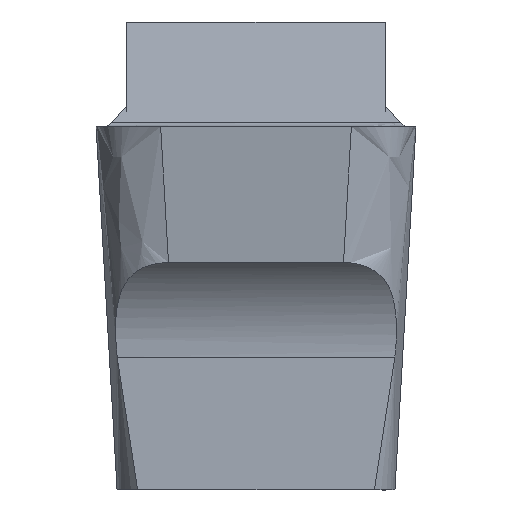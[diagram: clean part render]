
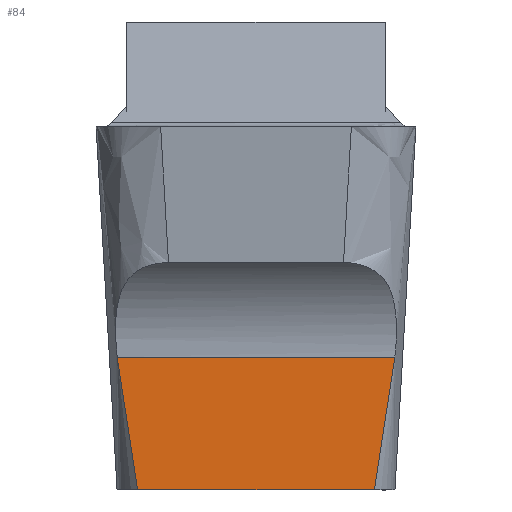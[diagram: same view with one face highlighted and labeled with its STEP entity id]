
A CAD part, front view. The second image highlights one B-rep face of the part: STEP entity #84.
In plain terms, the highlighted planar face has unit normal (0, -1, 0).
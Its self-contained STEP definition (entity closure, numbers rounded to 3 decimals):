
#51=B_SPLINE_CURVE_WITH_KNOTS('',3,(#1050,#1051,#1052,#1053),
 .UNSPECIFIED.,.F.,.F.,(4,4),(0.,1.),.UNSPECIFIED.);
#52=B_SPLINE_CURVE_WITH_KNOTS('',3,(#1057,#1058,#1059,#1060),
 .UNSPECIFIED.,.F.,.F.,(4,4),(0.,1.),.UNSPECIFIED.);
#84=ADVANCED_FACE('SIDE_IB_1_SU3',(#144),#119,.F.);
#119=PLANE('',#751);
#144=FACE_OUTER_BOUND('',#180,.T.);
#180=EDGE_LOOP('',(#367,#368,#369,#370));
#218=LINE('',#943,#276);
#235=LINE('',#1055,#293);
#276=VECTOR('',#785,1.);
#293=VECTOR('',#808,1.);
#367=ORIENTED_EDGE('',*,*,#637,.F.);
#368=ORIENTED_EDGE('',*,*,#638,.F.);
#369=ORIENTED_EDGE('',*,*,#639,.F.);
#370=ORIENTED_EDGE('',*,*,#611,.F.);
#543=VERTEX_POINT('',#942);
#544=VERTEX_POINT('',#944);
#567=VERTEX_POINT('',#1054);
#568=VERTEX_POINT('',#1056);
#611=EDGE_CURVE('',#543,#544,#218,.T.);
#637=EDGE_CURVE('',#567,#543,#51,.T.);
#638=EDGE_CURVE('',#568,#567,#235,.T.);
#639=EDGE_CURVE('',#544,#568,#52,.T.);
#751=AXIS2_PLACEMENT_3D('',#1061,#809,#810);
#785=DIRECTION('',(-1.,0.,0.));
#808=DIRECTION('',(1.,0.,0.));
#809=DIRECTION('',(0.,1.,0.));
#810=DIRECTION('',(0.,0.,1.));
#942=CARTESIAN_POINT('',(1.465,-12.363,-4.495));
#943=CARTESIAN_POINT('',(-1.92,-12.363,-4.495));
#944=CARTESIAN_POINT('',(-1.465,-12.363,-4.495));
#1050=CARTESIAN_POINT('',(1.717,-12.363,-2.851));
#1051=CARTESIAN_POINT('',(1.649,-12.363,-3.401));
#1052=CARTESIAN_POINT('',(1.569,-12.363,-3.95));
#1053=CARTESIAN_POINT('',(1.465,-12.363,-4.495));
#1054=CARTESIAN_POINT('',(1.717,-12.363,-2.851));
#1055=CARTESIAN_POINT('',(5.,-12.363,-2.851));
#1056=CARTESIAN_POINT('',(-1.717,-12.363,-2.851));
#1057=CARTESIAN_POINT('',(-1.465,-12.363,-4.495));
#1058=CARTESIAN_POINT('',(-1.569,-12.363,-3.95));
#1059=CARTESIAN_POINT('',(-1.649,-12.363,-3.401));
#1060=CARTESIAN_POINT('',(-1.717,-12.363,-2.851));
#1061=CARTESIAN_POINT('',(-1.92,-12.363,-5.995));
